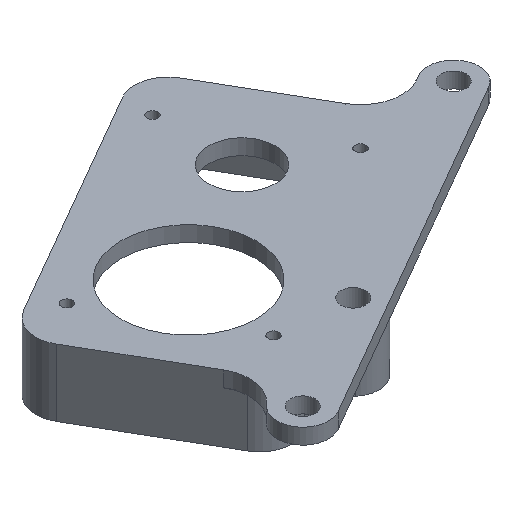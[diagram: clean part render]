
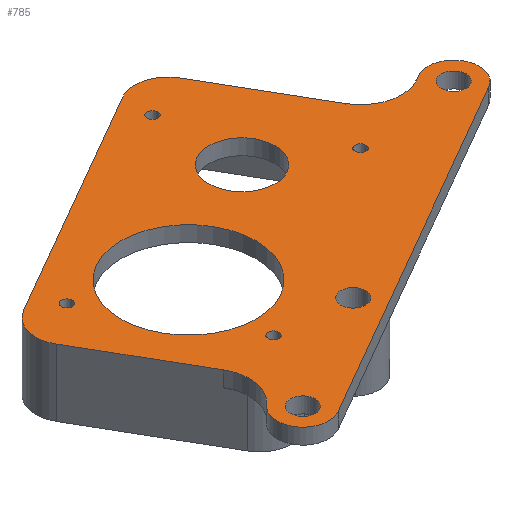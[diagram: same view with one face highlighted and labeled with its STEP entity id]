
A CAD part, isometric view. The second image highlights one B-rep face of the part: STEP entity #785.
In plain terms, the highlighted planar face has unit normal (0, 0, 1).
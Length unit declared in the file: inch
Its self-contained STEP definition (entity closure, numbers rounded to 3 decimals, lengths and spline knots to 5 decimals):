
#24=FACE_BOUND('',#138,.T.);
#25=FACE_BOUND('',#139,.T.);
#26=FACE_BOUND('',#140,.T.);
#27=FACE_BOUND('',#141,.T.);
#28=FACE_BOUND('',#142,.T.);
#29=FACE_BOUND('',#143,.T.);
#30=FACE_BOUND('',#144,.T.);
#31=FACE_BOUND('',#145,.T.);
#32=FACE_BOUND('',#146,.T.);
#48=PLANE('',#876);
#88=FACE_OUTER_BOUND('',#137,.T.);
#137=EDGE_LOOP('',(#693,#694,#695,#696,#697,#698,#699,#700,#701,#702,#703));
#138=EDGE_LOOP('',(#704));
#139=EDGE_LOOP('',(#705));
#140=EDGE_LOOP('',(#706));
#141=EDGE_LOOP('',(#707));
#142=EDGE_LOOP('',(#708));
#143=EDGE_LOOP('',(#709));
#144=EDGE_LOOP('',(#710));
#145=EDGE_LOOP('',(#711));
#146=EDGE_LOOP('',(#712));
#190=LINE('',#1279,#251);
#193=LINE('',#1288,#254);
#200=LINE('',#1314,#261);
#205=LINE('',#1327,#266);
#208=LINE('',#1337,#269);
#251=VECTOR('',#1043,0.3937);
#254=VECTOR('',#1052,0.3937);
#261=VECTOR('',#1083,0.3937);
#266=VECTOR('',#1096,0.3937);
#269=VECTOR('',#1109,0.3937);
#271=CIRCLE('',#790,0.03937);
#273=CIRCLE('',#793,0.03937);
#275=CIRCLE('',#796,0.03937);
#277=CIRCLE('',#799,0.03937);
#307=CIRCLE('',#848,0.3);
#308=CIRCLE('',#851,0.3);
#309=CIRCLE('',#854,0.24071);
#310=CIRCLE('',#856,0.091);
#311=CIRCLE('',#858,0.091);
#312=CIRCLE('',#860,0.4925);
#313=CIRCLE('',#862,0.091);
#316=CIRCLE('',#867,0.1875);
#317=CIRCLE('',#870,0.1875);
#318=CIRCLE('',#872,0.24173);
#319=CIRCLE('',#875,0.24173);
#320=VERTEX_POINT('',#1121);
#322=VERTEX_POINT('',#1127);
#324=VERTEX_POINT('',#1133);
#326=VERTEX_POINT('',#1139);
#374=VERTEX_POINT('',#1270);
#375=VERTEX_POINT('',#1272);
#376=VERTEX_POINT('',#1277);
#377=VERTEX_POINT('',#1281);
#378=VERTEX_POINT('',#1283);
#379=VERTEX_POINT('',#1287);
#380=VERTEX_POINT('',#1291);
#381=VERTEX_POINT('',#1295);
#382=VERTEX_POINT('',#1299);
#383=VERTEX_POINT('',#1303);
#384=VERTEX_POINT('',#1307);
#386=VERTEX_POINT('',#1313);
#389=VERTEX_POINT('',#1321);
#390=VERTEX_POINT('',#1326);
#391=VERTEX_POINT('',#1332);
#392=VERTEX_POINT('',#1336);
#393=EDGE_CURVE('',#320,#320,#271,.T.);
#396=EDGE_CURVE('',#322,#322,#273,.T.);
#399=EDGE_CURVE('',#324,#324,#275,.T.);
#402=EDGE_CURVE('',#326,#326,#277,.T.);
#467=EDGE_CURVE('',#374,#375,#307,.T.);
#471=EDGE_CURVE('',#374,#376,#190,.T.);
#473=EDGE_CURVE('',#377,#378,#308,.T.);
#475=EDGE_CURVE('',#379,#378,#193,.T.);
#477=EDGE_CURVE('',#380,#380,#309,.T.);
#479=EDGE_CURVE('',#381,#381,#310,.T.);
#481=EDGE_CURVE('',#382,#382,#311,.T.);
#483=EDGE_CURVE('',#383,#383,#312,.T.);
#485=EDGE_CURVE('',#384,#384,#313,.T.);
#488=EDGE_CURVE('',#386,#375,#200,.T.);
#492=EDGE_CURVE('',#389,#386,#316,.T.);
#495=EDGE_CURVE('',#390,#389,#205,.T.);
#497=EDGE_CURVE('',#377,#390,#317,.T.);
#498=EDGE_CURVE('',#391,#379,#318,.T.);
#500=EDGE_CURVE('',#392,#391,#208,.T.);
#502=EDGE_CURVE('',#376,#392,#319,.T.);
#693=ORIENTED_EDGE('',*,*,#502,.T.);
#694=ORIENTED_EDGE('',*,*,#500,.T.);
#695=ORIENTED_EDGE('',*,*,#498,.T.);
#696=ORIENTED_EDGE('',*,*,#475,.T.);
#697=ORIENTED_EDGE('',*,*,#473,.F.);
#698=ORIENTED_EDGE('',*,*,#497,.T.);
#699=ORIENTED_EDGE('',*,*,#495,.T.);
#700=ORIENTED_EDGE('',*,*,#492,.T.);
#701=ORIENTED_EDGE('',*,*,#488,.T.);
#702=ORIENTED_EDGE('',*,*,#467,.F.);
#703=ORIENTED_EDGE('',*,*,#471,.T.);
#704=ORIENTED_EDGE('',*,*,#393,.T.);
#705=ORIENTED_EDGE('',*,*,#396,.T.);
#706=ORIENTED_EDGE('',*,*,#399,.T.);
#707=ORIENTED_EDGE('',*,*,#402,.T.);
#708=ORIENTED_EDGE('',*,*,#485,.T.);
#709=ORIENTED_EDGE('',*,*,#483,.T.);
#710=ORIENTED_EDGE('',*,*,#481,.T.);
#711=ORIENTED_EDGE('',*,*,#479,.T.);
#712=ORIENTED_EDGE('',*,*,#477,.T.);
#785=ADVANCED_FACE('',(#88,#24,#25,#26,#27,#28,#29,#30,#31,#32),#48,.T.);
#790=AXIS2_PLACEMENT_3D('',#1122,#882,#883);
#793=AXIS2_PLACEMENT_3D('',#1128,#889,#890);
#796=AXIS2_PLACEMENT_3D('',#1134,#896,#897);
#799=AXIS2_PLACEMENT_3D('',#1140,#903,#904);
#848=AXIS2_PLACEMENT_3D('',#1273,#1036,#1037);
#851=AXIS2_PLACEMENT_3D('',#1284,#1047,#1048);
#854=AXIS2_PLACEMENT_3D('',#1292,#1056,#1057);
#856=AXIS2_PLACEMENT_3D('',#1296,#1061,#1062);
#858=AXIS2_PLACEMENT_3D('',#1300,#1066,#1067);
#860=AXIS2_PLACEMENT_3D('',#1304,#1071,#1072);
#862=AXIS2_PLACEMENT_3D('',#1308,#1076,#1077);
#867=AXIS2_PLACEMENT_3D('',#1322,#1090,#1091);
#870=AXIS2_PLACEMENT_3D('',#1330,#1100,#1101);
#872=AXIS2_PLACEMENT_3D('',#1333,#1104,#1105);
#875=AXIS2_PLACEMENT_3D('',#1340,#1113,#1114);
#876=AXIS2_PLACEMENT_3D('',#1341,#1115,#1116);
#882=DIRECTION('center_axis',(0.,0.,
-1.));
#883=DIRECTION('ref_axis',(-1.,0.,0.));
#889=DIRECTION('center_axis',(0.,0.,
-1.));
#890=DIRECTION('ref_axis',(-1.,0.,0.));
#896=DIRECTION('center_axis',(0.,0.,
-1.));
#897=DIRECTION('ref_axis',(-1.,0.,0.));
#903=DIRECTION('center_axis',(0.,0.,
-1.));
#904=DIRECTION('ref_axis',(-1.,0.,0.));
#1036=DIRECTION('center_axis',(0.,0.,
1.));
#1037=DIRECTION('ref_axis',(-0.259,-0.966,0.));
#1043=DIRECTION('',(-0.5,0.866,0.));
#1047=DIRECTION('center_axis',(0.,0.,
1.));
#1048=DIRECTION('ref_axis',(-0.866,-0.5,0.));
#1052=DIRECTION('',(0.5,-0.866,0.));
#1056=DIRECTION('center_axis',(0.,0.,
-1.));
#1057=DIRECTION('ref_axis',(1.,0.,0.));
#1061=DIRECTION('center_axis',(0.,0.,-1.));
#1062=DIRECTION('ref_axis',(1.,0.,0.));
#1066=DIRECTION('center_axis',(0.,0.,-1.));
#1067=DIRECTION('ref_axis',(1.,0.,0.));
#1071=DIRECTION('center_axis',(0.,0.,
-1.));
#1072=DIRECTION('ref_axis',(1.,0.,0.));
#1076=DIRECTION('center_axis',(0.,0.,-1.));
#1077=DIRECTION('ref_axis',(1.,0.,0.));
#1083=DIRECTION('',(-0.866,-0.5,0.));
#1090=DIRECTION('center_axis',(0.,0.,1.));
#1091=DIRECTION('ref_axis',(1.,0.,0.));
#1096=DIRECTION('',(0.866,0.5,0.));
#1100=DIRECTION('center_axis',(0.,0.,1.));
#1101=DIRECTION('ref_axis',(1.,0.,0.));
#1104=DIRECTION('center_axis',(0.,0.,
1.));
#1105=DIRECTION('ref_axis',(-0.5,0.866,0.));
#1109=DIRECTION('',(-0.866,-0.5,0.));
#1113=DIRECTION('center_axis',(0.,0.,
1.));
#1114=DIRECTION('ref_axis',(0.866,0.5,0.));
#1115=DIRECTION('center_axis',(0.,0.,
1.));
#1116=DIRECTION('ref_axis',(1.,0.,0.));
#1121=CARTESIAN_POINT('',(0.49119,0.46549,0.113));
#1122=CARTESIAN_POINT('Origin',(0.45182,0.46549,0.113));
#1127=CARTESIAN_POINT('',(1.98798,1.32967,0.113));
#1128=CARTESIAN_POINT('Origin',(1.94861,1.32967,0.113));
#1133=CARTESIAN_POINT('',(-0.06,1.42017,0.113));
#1134=CARTESIAN_POINT('Origin',(-0.09937,1.42017,0.113));
#1139=CARTESIAN_POINT('',(1.43934,2.29569,0.113));
#1140=CARTESIAN_POINT('Origin',(1.39997,2.29569,0.113));
#1270=CARTESIAN_POINT('',(2.1744,1.66615,0.113));
#1272=CARTESIAN_POINT('',(2.5842,1.55634,0.113));
#1273=CARTESIAN_POINT('Origin',(2.4342,1.81615,0.113));
#1277=CARTESIAN_POINT('',(1.73412,2.42872,0.113));
#1279=CARTESIAN_POINT('',(2.242,1.54906,0.113));
#1281=CARTESIAN_POINT('',(-0.01084,0.05409,0.113));
#1283=CARTESIAN_POINT('',(0.05202,0.43039,0.113));
#1284=CARTESIAN_POINT('Origin',(-0.20778,0.28039,0.113));
#1287=CARTESIAN_POINT('',(-0.39275,1.20077,0.113));
#1288=CARTESIAN_POINT('',(-0.39275,1.20077,0.113));
#1291=CARTESIAN_POINT('',(1.17148,1.65641,0.113));
#1292=CARTESIAN_POINT('Origin',(1.41219,1.65641,0.113));
#1295=CARTESIAN_POINT('',(0.88728,0.41265,0.113));
#1296=CARTESIAN_POINT('Origin',(0.97828,0.41265,0.113));
#1299=CARTESIAN_POINT('',(0.02126,-0.08735,0.113));
#1300=CARTESIAN_POINT('Origin',(0.11226,-0.08735,0.113));
#1303=CARTESIAN_POINT('',(-0.00089,1.12492,0.113));
#1304=CARTESIAN_POINT('Origin',(0.49161,1.12492,0.113));
#1307=CARTESIAN_POINT('',(2.61933,1.41265,0.113));
#1308=CARTESIAN_POINT('Origin',(2.71033,1.41265,0.113));
#1313=CARTESIAN_POINT('',(2.61658,1.57503,0.113));
#1314=CARTESIAN_POINT('',(0.01851,0.07503,0.113));
#1321=CARTESIAN_POINT('',(2.80408,1.25027,0.113));
#1322=CARTESIAN_POINT('Origin',(2.71033,1.41265,0.113));
#1326=CARTESIAN_POINT('',(0.20601,-0.24973,0.113));
#1327=CARTESIAN_POINT('',(0.20601,-0.24973,0.113));
#1330=CARTESIAN_POINT('Origin',(0.11226,-0.08735,0.113));
#1332=CARTESIAN_POINT('',(-0.30427,1.53098,0.113));
#1333=CARTESIAN_POINT('Origin',(-0.18341,1.32164,0.113));
#1336=CARTESIAN_POINT('',(1.40391,2.5172,0.113));
#1337=CARTESIAN_POINT('',(1.40391,2.5172,0.113));
#1340=CARTESIAN_POINT('Origin',(1.52478,2.30786,0.113));
#1341=CARTESIAN_POINT('Origin',(1.23635,1.13737,0.113));
